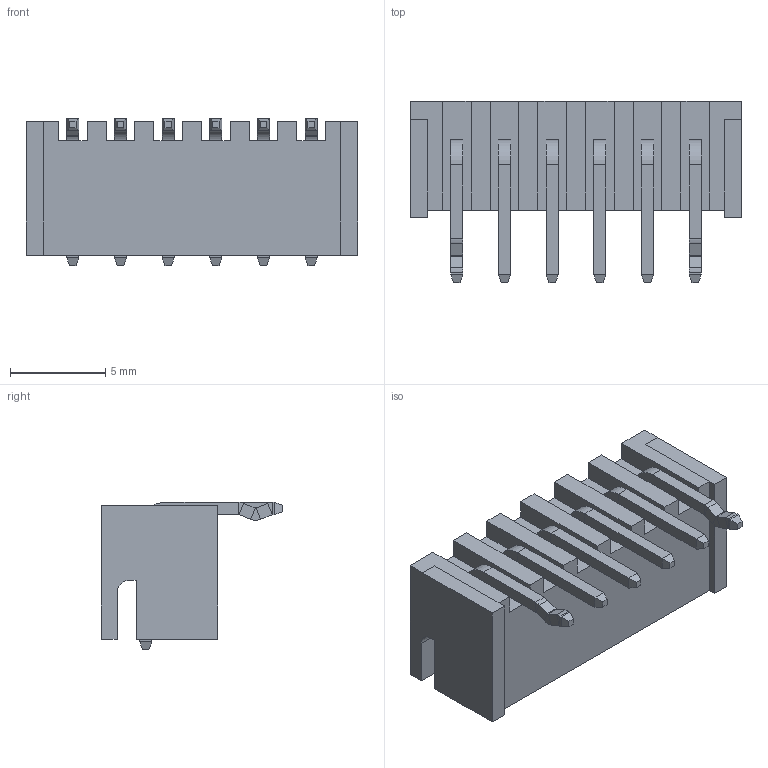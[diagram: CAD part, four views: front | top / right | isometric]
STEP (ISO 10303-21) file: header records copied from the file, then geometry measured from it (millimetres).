
FILE_DESCRIPTION(('FreeCAD Model'),'2;1');
FILE_NAME('Open CASCADE Shape Model','2023-09-16T08:52:18',(''),(''), 'Open CASCADE STEP processor 7.6','FreeCAD','Unknown');
FILE_SCHEMA(('AUTOMOTIVE_DESIGN { 1 0 10303 214 1 1 1 1 }'));
Length unit declared in the file: millimetre
Products named in the file (4): S6B-XH-A-1; pin^SxB-XH-A-1(LF)(SN)_bent; pin^SxB-XH-A-1(LF)(SN); Body
Assembly tree (7 placements, depth 2):
  S6B-XH-A-1
    pin^SxB-XH-A-1(LF)(SN)_bent  x2
    pin^SxB-XH-A-1(LF)(SN)  x4
    Body
Bounding box: 17.4 x 9.5 x 7.72 mm (x, y, z)
Volume: 366.3 mm3; surface area: 991.6 mm2
Topology: 7 solids, 7 shells, 270 faces, 632 edges, 376 vertices
Faces by surface type: plane 236, cylinder 34
Entity records: 4913 total; most frequent: CARTESIAN_POINT 834, ORIENTED_EDGE 820, DIRECTION 786, EDGE_CURVE 410, LINE 370, VECTOR 370, VERTEX_POINT 256, AXIS2_PLACEMENT_3D 208
